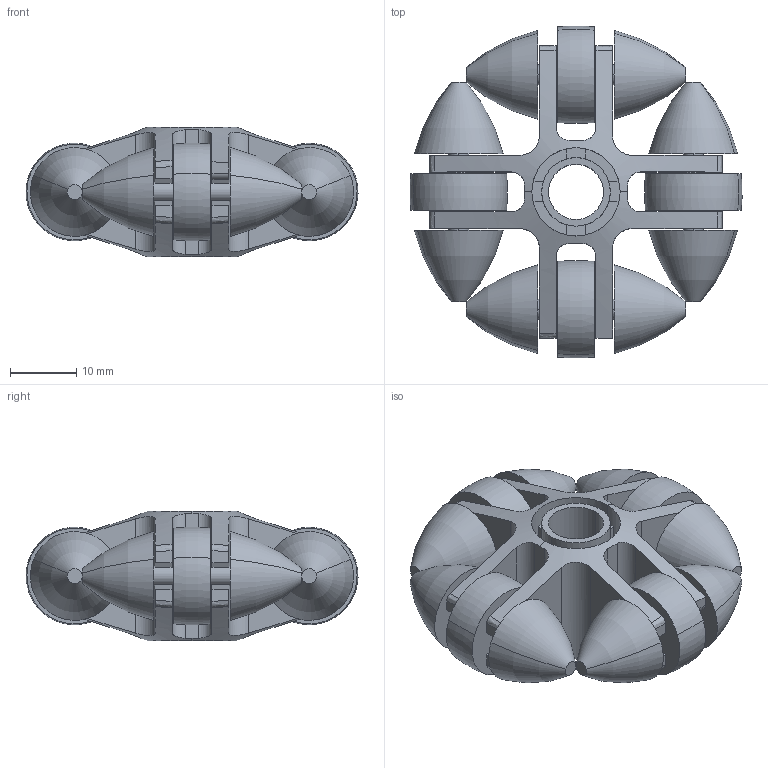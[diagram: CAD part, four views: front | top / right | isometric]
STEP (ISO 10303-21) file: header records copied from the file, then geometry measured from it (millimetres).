
FILE_DESCRIPTION (( 'STEP AP214' ), '1' );
FILE_NAME ('0014873_ASR10.step', '2017-09-20T08:03:57', ( '' ), ( '' ), 'SwSTEP 2.0', 'SolidWorks 2016', '' );
FILE_SCHEMA (( 'AUTOMOTIVE_DESIGN' ));
Length unit declared in the file: millimetre
Products named in the file (4): 0014873_ASR10; ASR10_Roellchen; ASR10_Halter; ASR10_Achse
Assembly tree (9 placements, depth 2):
  0014873_ASR10
    ASR10_Halter
    ASR10_Achse  x4
    ASR10_Roellchen  x4
Bounding box: 49.96 x 49.96 x 19.5 mm (x, y, z)
Volume: 16528.2 mm3; surface area: 13499.2 mm2
Topology: 17 solids, 17 shells, 231 faces, 546 edges, 358 vertices
Faces by surface type: plane 111, cylinder 61, torus 24, cone 20, bspline 15
Entity records: 5482 total; most frequent: CARTESIAN_POINT 1797, ORIENTED_EDGE 792, DIRECTION 645, EDGE_CURVE 396, VERTEX_POINT 262, AXIS2_PLACEMENT_3D 234, LINE 177, VECTOR 177
